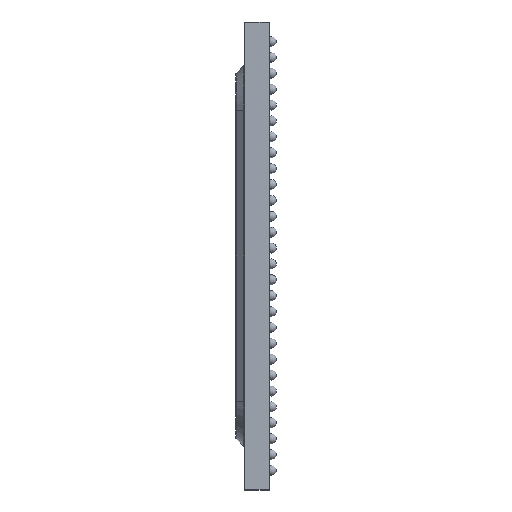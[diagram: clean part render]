
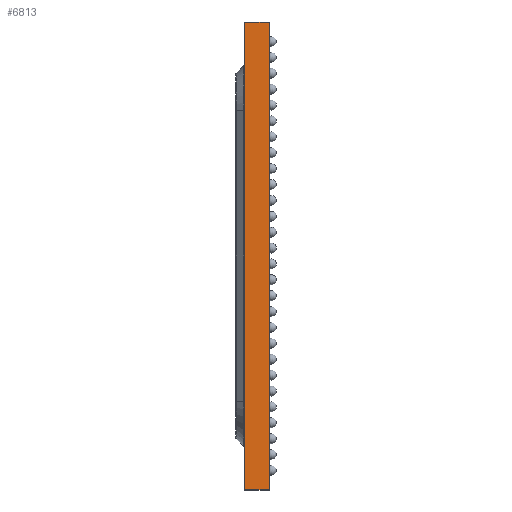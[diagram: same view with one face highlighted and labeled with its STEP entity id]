
A CAD part, left-side view. The second image highlights one B-rep face of the part: STEP entity #6813.
In plain terms, the highlighted planar face has unit normal (-1, 0, 0).
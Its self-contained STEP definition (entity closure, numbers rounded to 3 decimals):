
#246 = ORIENTED_EDGE ( 'NONE', *, *, #11834, .F. ) ;
#991 = VECTOR ( 'NONE', #5894, 1000. ) ;
#1111 = ORIENTED_EDGE ( 'NONE', *, *, #3411, .T. ) ;
#1667 = PLANE ( 'NONE',  #3942 ) ;
#1893 = VECTOR ( 'NONE', #12722, 1000. ) ;
#2243 = VERTEX_POINT ( 'NONE', #8539 ) ;
#2489 = LINE ( 'NONE', #6933, #6058 ) ;
#2567 = EDGE_CURVE ( 'NONE', #2243, #7540, #11486, .T. ) ;
#2858 = DIRECTION ( 'NONE',  ( 0., 0., -1. ) ) ;
#3270 = CARTESIAN_POINT ( 'NONE',  ( -9.575, 1.38, -9.575 ) ) ;
#3411 = EDGE_CURVE ( 'NONE', #12395, #2243, #9608, .T. ) ;
#3828 = DIRECTION ( 'NONE',  ( 0., -1., 0. ) ) ;
#3942 = AXIS2_PLACEMENT_3D ( 'NONE', #7289, #10532, #2858 ) ;
#4208 = CARTESIAN_POINT ( 'NONE',  ( -9.575, 1.01, 9.575 ) ) ;
#5894 = DIRECTION ( 'NONE',  ( 0., 0., 1. ) ) ;
#5957 = EDGE_CURVE ( 'NONE', #12395, #11189, #12431, .T. ) ;
#6058 = VECTOR ( 'NONE', #3828, 1000. ) ;
#6813 = ADVANCED_FACE ( 'NONE', ( #7361 ), #1667, .F. ) ;
#6933 = CARTESIAN_POINT ( 'NONE',  ( -9.575, 1.38, 9.575 ) ) ;
#7046 = CARTESIAN_POINT ( 'NONE',  ( -9.575, 1.01, -9.575 ) ) ;
#7057 = DIRECTION ( 'NONE',  ( 0., 0., 1. ) ) ;
#7289 = CARTESIAN_POINT ( 'NONE',  ( -9.575, 1.38, 9.575 ) ) ;
#7361 = FACE_OUTER_BOUND ( 'NONE', #9864, .T. ) ;
#7540 = VERTEX_POINT ( 'NONE', #10087 ) ;
#8031 = CARTESIAN_POINT ( 'NONE',  ( -9.575, 0., 9.575 ) ) ;
#8539 = CARTESIAN_POINT ( 'NONE',  ( -9.575, 0., -9.575 ) ) ;
#9608 = LINE ( 'NONE', #3270, #1893 ) ;
#9864 = EDGE_LOOP ( 'NONE', ( #12179, #1111, #12039, #246 ) ) ;
#10087 = CARTESIAN_POINT ( 'NONE',  ( -9.575, 0., 9.575 ) ) ;
#10532 = DIRECTION ( 'NONE',  ( 1., 0., 0. ) ) ;
#11189 = VERTEX_POINT ( 'NONE', #4208 ) ;
#11486 = LINE ( 'NONE', #8031, #13542 ) ;
#11834 = EDGE_CURVE ( 'NONE', #11189, #7540, #2489, .T. ) ;
#12039 = ORIENTED_EDGE ( 'NONE', *, *, #2567, .T. ) ;
#12179 = ORIENTED_EDGE ( 'NONE', *, *, #5957, .F. ) ;
#12395 = VERTEX_POINT ( 'NONE', #7046 ) ;
#12431 = LINE ( 'NONE', #13642, #991 ) ;
#12722 = DIRECTION ( 'NONE',  ( 0., -1., 0. ) ) ;
#13542 = VECTOR ( 'NONE', #7057, 1000. ) ;
#13642 = CARTESIAN_POINT ( 'NONE',  ( -9.575, 1.01, 9.575 ) ) ;
